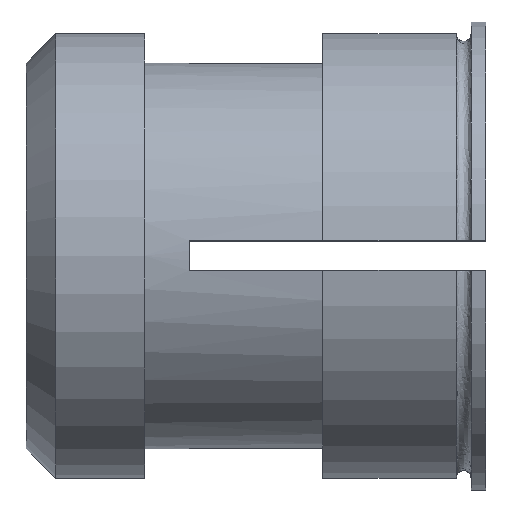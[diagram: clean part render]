
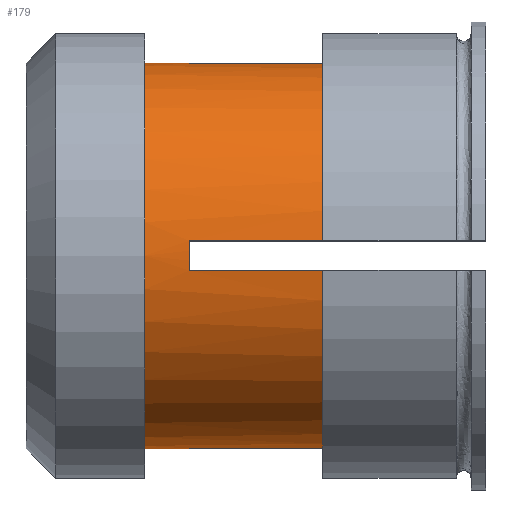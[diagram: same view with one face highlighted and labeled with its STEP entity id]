
A CAD part, top view. The second image highlights one B-rep face of the part: STEP entity #179.
In plain terms, the highlighted cylindrical face has radius 6.5 mm (diameter 13 mm), a partial arc.
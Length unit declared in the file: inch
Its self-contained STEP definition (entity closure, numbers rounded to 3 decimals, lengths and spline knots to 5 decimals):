
#38 = CYLINDRICAL_SURFACE ( 'NONE', #1033, 0.25591 ) ;
#51 = EDGE_CURVE ( 'NONE', #648, #1703, #1713, .T. ) ;
#68 = CARTESIAN_POINT ( 'NONE',  ( 0.21654, 0., 0. ) ) ;
#79 = CARTESIAN_POINT ( 'NONE',  ( 0.3937, 0., 0. ) ) ;
#90 = DIRECTION ( 'NONE',  ( 0., 0., -1. ) ) ;
#116 = VERTEX_POINT ( 'NONE', #1691 ) ;
#142 = EDGE_LOOP ( 'NONE', ( #753, #908, #569, #840, #631, #739, #1321, #989, #803, #341, #1726, #1756 ) ) ;
#173 = CIRCLE ( 'NONE', #1358, 0.25591 ) ;
#177 = DIRECTION ( 'NONE',  ( 0., 0., -1. ) ) ;
#179 = ADVANCED_FACE ( 'NONE', ( #1802 ), #38, .T. ) ;
#196 = EDGE_CURVE ( 'NONE', #207, #648, #1236, .T. ) ;
#200 = CARTESIAN_POINT ( 'NONE',  ( 0.3937, 0.01969, 0.25515 ) ) ;
#207 = VERTEX_POINT ( 'NONE', #200 ) ;
#222 = DIRECTION ( 'NONE',  ( 1., 0., 0. ) ) ;
#233 = EDGE_CURVE ( 'NONE', #2010, #525, #310, .T. ) ;
#269 = CARTESIAN_POINT ( 'NONE',  ( 0.61024, 0.25515, 0.01969 ) ) ;
#274 = DIRECTION ( 'NONE',  ( -1., 0., 0. ) ) ;
#283 = VERTEX_POINT ( 'NONE', #1620 ) ;
#297 = VERTEX_POINT ( 'NONE', #2067 ) ;
#310 = CIRCLE ( 'NONE', #750, 0.25591 ) ;
#331 = AXIS2_PLACEMENT_3D ( 'NONE', #1099, #2081, #610 ) ;
#339 = CARTESIAN_POINT ( 'NONE',  ( 0.61024, -0.01969, 0.25515 ) ) ;
#341 = ORIENTED_EDGE ( 'NONE', *, *, #2057, .F. ) ;
#345 = CARTESIAN_POINT ( 'NONE',  ( 0.21654, 0., 0. ) ) ;
#355 = CARTESIAN_POINT ( 'NONE',  ( 0.21654, -0.01969, 0.25515 ) ) ;
#390 = VERTEX_POINT ( 'NONE', #699 ) ;
#469 = EDGE_CURVE ( 'NONE', #1541, #390, #1319, .T. ) ;
#525 = VERTEX_POINT ( 'NONE', #1735 ) ;
#569 = ORIENTED_EDGE ( 'NONE', *, *, #725, .T. ) ;
#602 = DIRECTION ( 'NONE',  ( -1., 0., 0. ) ) ;
#610 = DIRECTION ( 'NONE',  ( 0., 0., -1. ) ) ;
#631 = ORIENTED_EDGE ( 'NONE', *, *, #51, .T. ) ;
#648 = VERTEX_POINT ( 'NONE', #1669 ) ;
#653 = DIRECTION ( 'NONE',  ( 1., 0., 0. ) ) ;
#681 = CARTESIAN_POINT ( 'NONE',  ( 0.3937, -0.25515, 0.01969 ) ) ;
#690 = DIRECTION ( 'NONE',  ( 1., 0., 0. ) ) ;
#699 = CARTESIAN_POINT ( 'NONE',  ( 0.15748, -0.25591, 0. ) ) ;
#725 = EDGE_CURVE ( 'NONE', #297, #207, #887, .T. ) ;
#729 = DIRECTION ( 'NONE',  ( 1., 0., 0. ) ) ;
#732 = CIRCLE ( 'NONE', #1435, 0.25591 ) ;
#739 = ORIENTED_EDGE ( 'NONE', *, *, #1840, .F. ) ;
#750 = AXIS2_PLACEMENT_3D ( 'NONE', #79, #274, #90 ) ;
#753 = ORIENTED_EDGE ( 'NONE', *, *, #1622, .T. ) ;
#782 = VERTEX_POINT ( 'NONE', #1229 ) ;
#803 = ORIENTED_EDGE ( 'NONE', *, *, #1909, .F. ) ;
#837 = DIRECTION ( 'NONE',  ( -1., 0., 0. ) ) ;
#839 = DIRECTION ( 'NONE',  ( 1., 0., 0. ) ) ;
#840 = ORIENTED_EDGE ( 'NONE', *, *, #196, .T. ) ;
#871 = CARTESIAN_POINT ( 'NONE',  ( 0.3937, 0., 0. ) ) ;
#884 = DIRECTION ( 'NONE',  ( 0., 0., -1. ) ) ;
#887 = LINE ( 'NONE', #1997, #2051 ) ;
#908 = ORIENTED_EDGE ( 'NONE', *, *, #1302, .F. ) ;
#960 = CARTESIAN_POINT ( 'NONE',  ( -0.03051, -0.25591, 0. ) ) ;
#973 = VERTEX_POINT ( 'NONE', #355 ) ;
#981 = DIRECTION ( 'NONE',  ( -1., 0., 0. ) ) ;
#989 = ORIENTED_EDGE ( 'NONE', *, *, #469, .T. ) ;
#1033 = AXIS2_PLACEMENT_3D ( 'NONE', #1655, #222, #1179 ) ;
#1099 = CARTESIAN_POINT ( 'NONE',  ( 0.21654, 0., 0. ) ) ;
#1114 = LINE ( 'NONE', #339, #1209 ) ;
#1179 = DIRECTION ( 'NONE',  ( 0., 0., -1. ) ) ;
#1208 = DIRECTION ( 'NONE',  ( 0., 0., -1. ) ) ;
#1209 = VECTOR ( 'NONE', #981, 39.37008 ) ;
#1229 = CARTESIAN_POINT ( 'NONE',  ( 0.21654, 0.25591, 0. ) ) ;
#1236 = CIRCLE ( 'NONE', #1503, 0.25591 ) ;
#1302 = EDGE_CURVE ( 'NONE', #297, #973, #173, .T. ) ;
#1319 = CIRCLE ( 'NONE', #1653, 0.25591 ) ;
#1321 = ORIENTED_EDGE ( 'NONE', *, *, #1821, .F. ) ;
#1358 = AXIS2_PLACEMENT_3D ( 'NONE', #68, #690, #1208 ) ;
#1407 = LINE ( 'NONE', #1732, #1605 ) ;
#1435 = AXIS2_PLACEMENT_3D ( 'NONE', #345, #839, #177 ) ;
#1460 = CARTESIAN_POINT ( 'NONE',  ( 0.15748, 0.25591, 0. ) ) ;
#1503 = AXIS2_PLACEMENT_3D ( 'NONE', #871, #837, #884 ) ;
#1516 = DIRECTION ( 'NONE',  ( 1., 0., 0. ) ) ;
#1538 = CARTESIAN_POINT ( 'NONE',  ( 0.15748, 0., 0. ) ) ;
#1541 = VERTEX_POINT ( 'NONE', #1460 ) ;
#1587 = EDGE_CURVE ( 'NONE', #116, #2010, #1755, .T. ) ;
#1594 = DIRECTION ( 'NONE',  ( -1., 0., 0. ) ) ;
#1605 = VECTOR ( 'NONE', #2040, 39.37008 ) ;
#1620 = CARTESIAN_POINT ( 'NONE',  ( 0.21654, -0.25591, 0. ) ) ;
#1622 = EDGE_CURVE ( 'NONE', #525, #973, #1114, .T. ) ;
#1649 = CARTESIAN_POINT ( 'NONE',  ( 0.21654, 0.25515, 0.01969 ) ) ;
#1653 = AXIS2_PLACEMENT_3D ( 'NONE', #1538, #729, #1865 ) ;
#1655 = CARTESIAN_POINT ( 'NONE',  ( -0.03051, 0., 0. ) ) ;
#1669 = CARTESIAN_POINT ( 'NONE',  ( 0.3937, 0.25515, 0.01969 ) ) ;
#1691 = CARTESIAN_POINT ( 'NONE',  ( 0.21654, -0.25515, 0.01969 ) ) ;
#1703 = VERTEX_POINT ( 'NONE', #1649 ) ;
#1710 = LINE ( 'NONE', #960, #1806 ) ;
#1713 = LINE ( 'NONE', #269, #2072 ) ;
#1726 = ORIENTED_EDGE ( 'NONE', *, *, #1587, .T. ) ;
#1732 = CARTESIAN_POINT ( 'NONE',  ( -0.03051, 0.25591, 0. ) ) ;
#1735 = CARTESIAN_POINT ( 'NONE',  ( 0.3937, -0.01969, 0.25515 ) ) ;
#1738 = VECTOR ( 'NONE', #653, 39.37008 ) ;
#1755 = LINE ( 'NONE', #2095, #1738 ) ;
#1756 = ORIENTED_EDGE ( 'NONE', *, *, #233, .T. ) ;
#1802 = FACE_OUTER_BOUND ( 'NONE', #142, .T. ) ;
#1806 = VECTOR ( 'NONE', #1594, 39.37008 ) ;
#1821 = EDGE_CURVE ( 'NONE', #1541, #782, #1407, .T. ) ;
#1840 = EDGE_CURVE ( 'NONE', #782, #1703, #1876, .T. ) ;
#1865 = DIRECTION ( 'NONE',  ( 0., 0., -1. ) ) ;
#1876 = CIRCLE ( 'NONE', #331, 0.25591 ) ;
#1909 = EDGE_CURVE ( 'NONE', #283, #390, #1710, .T. ) ;
#1997 = CARTESIAN_POINT ( 'NONE',  ( 0.61024, 0.01969, 0.25515 ) ) ;
#2010 = VERTEX_POINT ( 'NONE', #681 ) ;
#2040 = DIRECTION ( 'NONE',  ( 1., 0., 0. ) ) ;
#2051 = VECTOR ( 'NONE', #1516, 39.37008 ) ;
#2057 = EDGE_CURVE ( 'NONE', #116, #283, #732, .T. ) ;
#2067 = CARTESIAN_POINT ( 'NONE',  ( 0.21654, 0.01969, 0.25515 ) ) ;
#2072 = VECTOR ( 'NONE', #602, 39.37008 ) ;
#2081 = DIRECTION ( 'NONE',  ( 1., 0., 0. ) ) ;
#2095 = CARTESIAN_POINT ( 'NONE',  ( 0.61024, -0.25515, 0.01969 ) ) ;
